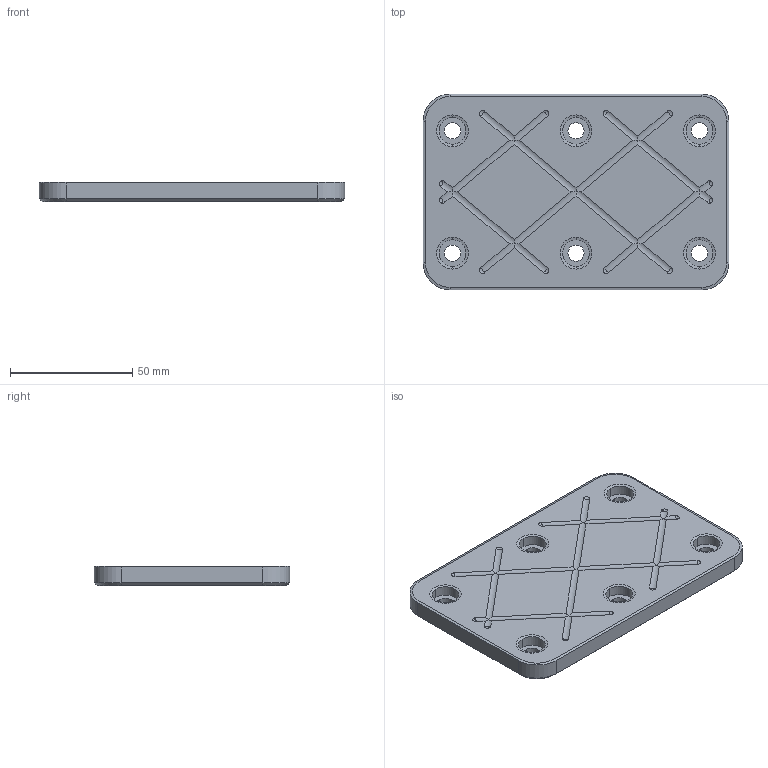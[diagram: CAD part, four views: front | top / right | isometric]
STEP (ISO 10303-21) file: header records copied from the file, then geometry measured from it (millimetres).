
FILE_DESCRIPTION(('STEP AP214'),'1');
FILE_NAME('cctmp_1A7B057C-8553-434A-B3BF-DA7AF0ADA855_2023_07_25_16_31_56_0827_60288..stp','2023-07-25T14:31:56',('Meusburger Georg GmbH & Co KG'),('CADClick - www.CADClick.com'),'Spatial InterOp 3D',' ','unknown authorization');
FILE_SCHEMA(('AUTOMOTIVE_DESIGN'));
Length unit declared in the file: millimetre
Products named in the file (1): E 3174_80_8_125
Bounding box: 125 x 80 x 8 mm (x, y, z)
Volume: 75340.8 mm3; surface area: 23492.5 mm2
Topology: 1 solids, 1 shells, 106 faces, 280 edges, 167 vertices
Faces by surface type: cylinder 48, plane 22, cone 20, sphere 16
Entity records: 4069 total; most frequent: CARTESIAN_POINT 622, DIRECTION 570, ORIENTED_EDGE 528, EDGE_CURVE 264, AXIS2_PLACEMENT_3D 227, VERTEX_POINT 167, EDGE_LOOP 125, CIRCLE 120
